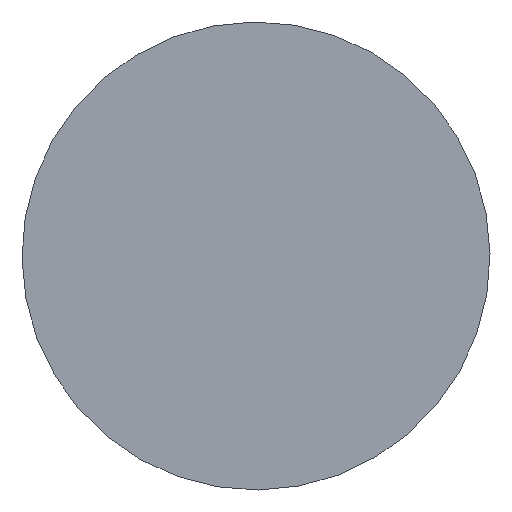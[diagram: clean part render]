
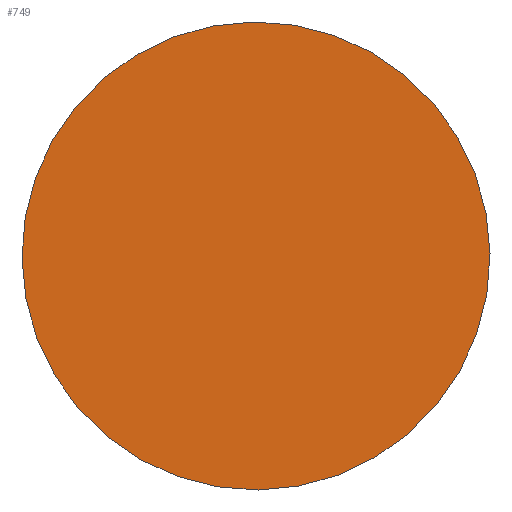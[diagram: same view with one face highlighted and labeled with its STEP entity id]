
A CAD part, front view. The second image highlights one B-rep face of the part: STEP entity #749.
In plain terms, the highlighted planar face has unit normal (0, -1, 0).
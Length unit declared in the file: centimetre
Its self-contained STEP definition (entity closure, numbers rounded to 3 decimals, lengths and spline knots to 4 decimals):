
#154=FACE_OUTER_BOUND('',#214,.T.);
#214=EDGE_LOOP('',(#545));
#281=CIRCLE('',#855,2.55);
#327=VERTEX_POINT('',#1237);
#402=EDGE_CURVE('',#327,#327,#281,.T.);
#545=ORIENTED_EDGE('',*,*,#402,.T.);
#659=PLANE('',#856);
#749=ADVANCED_FACE('',(#154),#659,.T.);
#855=AXIS2_PLACEMENT_3D('',#1238,#1034,#1035);
#856=AXIS2_PLACEMENT_3D('',#1240,#1037,#1038);
#1034=DIRECTION('center_axis',(0.,-1.,0.));
#1035=DIRECTION('ref_axis',(0.164,0.,0.986));
#1037=DIRECTION('center_axis',(0.,-1.,0.));
#1038=DIRECTION('ref_axis',(-0.164,0.,-0.986));
#1237=CARTESIAN_POINT('',(0.4188,-6.15,2.5154));
#1238=CARTESIAN_POINT('Origin',(0.,-6.15,0.));
#1240=CARTESIAN_POINT('Origin',(-0.4071,-6.15,-2.445));
